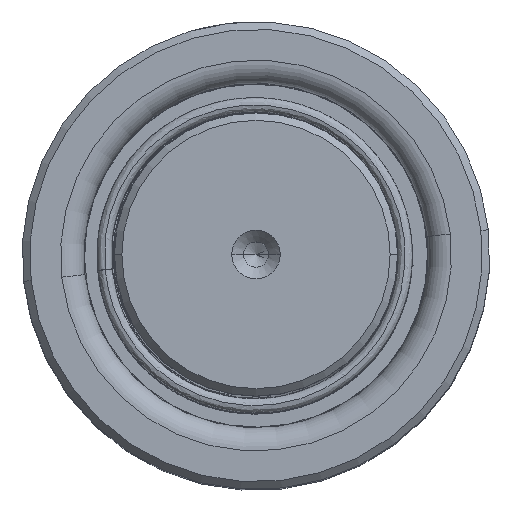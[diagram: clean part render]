
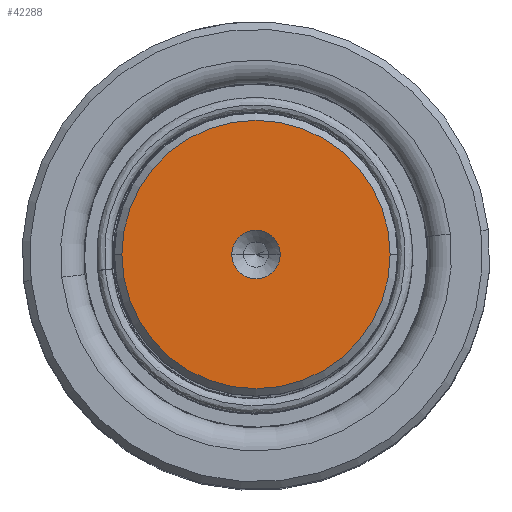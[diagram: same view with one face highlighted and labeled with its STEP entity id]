
A CAD part, top view. The second image highlights one B-rep face of the part: STEP entity #42288.
In plain terms, the highlighted planar face has unit normal (0, 0, 1).
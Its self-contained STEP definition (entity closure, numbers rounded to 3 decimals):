
#2026 = DIRECTION ( 'NONE',  ( 1., 0., 0. ) ) ;
#2229 = CARTESIAN_POINT ( 'NONE',  ( 0., 0., 190. ) ) ;
#2656 = DIRECTION ( 'NONE',  ( 0., 0., 1. ) ) ;
#4038 = FACE_BOUND ( 'NONE', #43834, .T. ) ;
#4049 = EDGE_CURVE ( 'NONE', #13963, #18056, #52400, .T. ) ;
#4572 = EDGE_LOOP ( 'NONE', ( #31205, #58186 ) ) ;
#4795 = EDGE_CURVE ( 'NONE', #18056, #13963, #60067, .T. ) ;
#5120 = CIRCLE ( 'NONE', #26553, 3.85 ) ;
#6688 = AXIS2_PLACEMENT_3D ( 'NONE', #2229, #60647, #60853 ) ;
#9108 = CARTESIAN_POINT ( 'NONE',  ( -21.314, 0., 190. ) ) ;
#13846 = DIRECTION ( 'NONE',  ( 1., 0., 0. ) ) ;
#13963 = VERTEX_POINT ( 'NONE', #9108 ) ;
#16373 = CARTESIAN_POINT ( 'NONE',  ( 21.314, 0., 190. ) ) ;
#17143 = ORIENTED_EDGE ( 'NONE', *, *, #32131, .F. ) ;
#18056 = VERTEX_POINT ( 'NONE', #16373 ) ;
#20496 = AXIS2_PLACEMENT_3D ( 'NONE', #32448, #48085, #13846 ) ;
#21912 = DIRECTION ( 'NONE',  ( 0., 0., 1. ) ) ;
#23639 = AXIS2_PLACEMENT_3D ( 'NONE', #41584, #2656, #2026 ) ;
#24819 = CARTESIAN_POINT ( 'NONE',  ( 0., 0., 190. ) ) ;
#26553 = AXIS2_PLACEMENT_3D ( 'NONE', #24819, #54626, #39414 ) ;
#26926 = VERTEX_POINT ( 'NONE', #36159 ) ;
#27418 = CIRCLE ( 'NONE', #20496, 3.85 ) ;
#30820 = VERTEX_POINT ( 'NONE', #47812 ) ;
#31205 = ORIENTED_EDGE ( 'NONE', *, *, #4049, .T. ) ;
#32131 = EDGE_CURVE ( 'NONE', #30820, #26926, #5120, .T. ) ;
#32448 = CARTESIAN_POINT ( 'NONE',  ( 0., 0., 190. ) ) ;
#33641 = ORIENTED_EDGE ( 'NONE', *, *, #58861, .F. ) ;
#36069 = CARTESIAN_POINT ( 'NONE',  ( 0., 0., 190. ) ) ;
#36159 = CARTESIAN_POINT ( 'NONE',  ( 3.85, 0., 190. ) ) ;
#36451 = PLANE ( 'NONE',  #23639 ) ;
#39414 = DIRECTION ( 'NONE',  ( 1., 0., 0. ) ) ;
#40988 = DIRECTION ( 'NONE',  ( 1., 0., 0. ) ) ;
#41513 = AXIS2_PLACEMENT_3D ( 'NONE', #36069, #21912, #40988 ) ;
#41584 = CARTESIAN_POINT ( 'NONE',  ( 0., 0., 190. ) ) ;
#42288 = ADVANCED_FACE ( 'NONE', ( #4038, #56850 ), #36451, .T. ) ;
#43834 = EDGE_LOOP ( 'NONE', ( #33641, #17143 ) ) ;
#47812 = CARTESIAN_POINT ( 'NONE',  ( -3.85, 0., 190. ) ) ;
#48085 = DIRECTION ( 'NONE',  ( 0., 0., 1. ) ) ;
#52400 = CIRCLE ( 'NONE', #6688, 21.314 ) ;
#54626 = DIRECTION ( 'NONE',  ( 0., 0., 1. ) ) ;
#56850 = FACE_OUTER_BOUND ( 'NONE', #4572, .T. ) ;
#58186 = ORIENTED_EDGE ( 'NONE', *, *, #4795, .T. ) ;
#58861 = EDGE_CURVE ( 'NONE', #26926, #30820, #27418, .T. ) ;
#60067 = CIRCLE ( 'NONE', #41513, 21.314 ) ;
#60647 = DIRECTION ( 'NONE',  ( 0., 0., 1. ) ) ;
#60853 = DIRECTION ( 'NONE',  ( 1., 0., 0. ) ) ;
